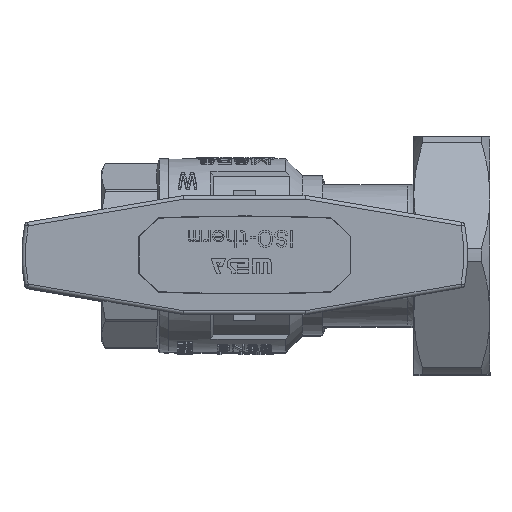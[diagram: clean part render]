
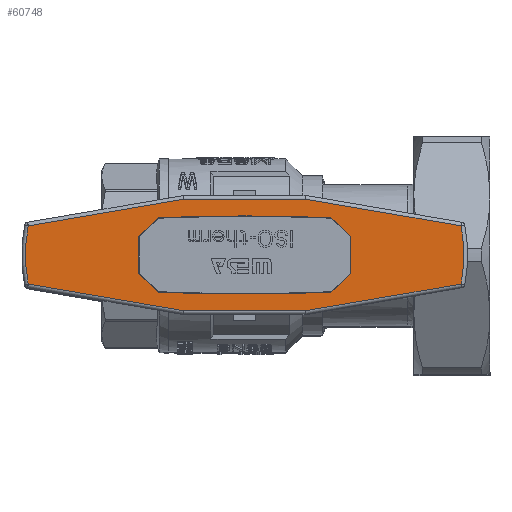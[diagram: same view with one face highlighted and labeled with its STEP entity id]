
A CAD part, top view. The second image highlights one B-rep face of the part: STEP entity #60748.
In plain terms, the highlighted face is planar.
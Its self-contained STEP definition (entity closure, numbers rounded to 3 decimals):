
#1925=LINE('',#104711,#6752);
#1931=LINE('',#104741,#6758);
#1962=LINE('',#104833,#6789);
#1969=LINE('',#104860,#6796);
#1971=LINE('',#104865,#6798);
#2000=LINE('',#104975,#6827);
#2002=LINE('',#104979,#6829);
#2004=LINE('',#104983,#6831);
#2007=LINE('',#104993,#6834);
#2009=LINE('',#104997,#6836);
#2010=LINE('',#104999,#6837);
#2011=LINE('',#105001,#6838);
#6752=VECTOR('',#76336,1000.);
#6758=VECTOR('',#76374,1000.);
#6789=VECTOR('',#76469,1000.);
#6796=VECTOR('',#76506,1000.);
#6798=VECTOR('',#76512,1000.);
#6827=VECTOR('',#76637,1000.);
#6829=VECTOR('',#76641,1000.);
#6831=VECTOR('',#76645,1000.);
#6834=VECTOR('',#76658,1000.);
#6836=VECTOR('',#76662,1000.);
#6837=VECTOR('',#76665,1000.);
#6838=VECTOR('',#76668,1000.);
#12429=PLANE('',#65977);
#20956=ORIENTED_EDGE('',*,*,#36148,.F.);
#20957=ORIENTED_EDGE('',*,*,#36146,.F.);
#20958=ORIENTED_EDGE('',*,*,#36142,.F.);
#20959=ORIENTED_EDGE('',*,*,#36119,.F.);
#20960=ORIENTED_EDGE('',*,*,#36144,.F.);
#20961=ORIENTED_EDGE('',*,*,#36141,.F.);
#20962=ORIENTED_EDGE('',*,*,#36139,.F.);
#20963=ORIENTED_EDGE('',*,*,#36137,.F.);
#20964=ORIENTED_EDGE('',*,*,#36132,.F.);
#20965=ORIENTED_EDGE('',*,*,#36115,.F.);
#20966=ORIENTED_EDGE('',*,*,#36135,.F.);
#20967=ORIENTED_EDGE('',*,*,#36149,.F.);
#20968=ORIENTED_EDGE('',*,*,#36083,.F.);
#20969=ORIENTED_EDGE('',*,*,#36080,.T.);
#20970=ORIENTED_EDGE('',*,*,#36070,.T.);
#20971=ORIENTED_EDGE('',*,*,#36066,.T.);
#20972=ORIENTED_EDGE('',*,*,#36150,.F.);
#20973=ORIENTED_EDGE('',*,*,#36020,.T.);
#20974=ORIENTED_EDGE('',*,*,#36017,.T.);
#20975=ORIENTED_EDGE('',*,*,#36005,.T.);
#36005=EDGE_CURVE('',#44257,#44259,#1925,.T.);
#36017=EDGE_CURVE('',#44266,#44257,#49771,.T.);
#36020=EDGE_CURVE('',#44268,#44266,#1931,.T.);
#36066=EDGE_CURVE('',#44295,#44296,#1962,.T.);
#36070=EDGE_CURVE('',#44289,#44295,#49789,.T.);
#36080=EDGE_CURVE('',#44302,#44289,#1969,.T.);
#36083=EDGE_CURVE('',#44302,#44259,#1971,.T.);
#36115=EDGE_CURVE('',#44318,#44319,#49805,.T.);
#36119=EDGE_CURVE('',#44322,#44323,#49807,.T.);
#36132=EDGE_CURVE('',#44319,#44333,#49813,.T.);
#36135=EDGE_CURVE('',#44334,#44318,#49814,.T.);
#36137=EDGE_CURVE('',#44333,#44335,#2000,.T.);
#36139=EDGE_CURVE('',#44335,#44336,#2002,.T.);
#36141=EDGE_CURVE('',#44336,#44337,#2004,.T.);
#36142=EDGE_CURVE('',#44323,#44338,#49815,.T.);
#36144=EDGE_CURVE('',#44337,#44322,#49816,.T.);
#36146=EDGE_CURVE('',#44338,#44339,#2007,.T.);
#36148=EDGE_CURVE('',#44339,#44340,#2009,.T.);
#36149=EDGE_CURVE('',#44340,#44334,#2010,.T.);
#36150=EDGE_CURVE('',#44268,#44296,#2011,.T.);
#44257=VERTEX_POINT('',#104706);
#44259=VERTEX_POINT('',#104710);
#44266=VERTEX_POINT('',#104734);
#44268=VERTEX_POINT('',#104742);
#44289=VERTEX_POINT('',#104815);
#44295=VERTEX_POINT('',#104830);
#44296=VERTEX_POINT('',#104832);
#44302=VERTEX_POINT('',#104861);
#44318=VERTEX_POINT('',#104930);
#44319=VERTEX_POINT('',#104932);
#44322=VERTEX_POINT('',#104938);
#44323=VERTEX_POINT('',#104940);
#44333=VERTEX_POINT('',#104966);
#44334=VERTEX_POINT('',#104970);
#44335=VERTEX_POINT('',#104974);
#44336=VERTEX_POINT('',#104978);
#44337=VERTEX_POINT('',#104982);
#44338=VERTEX_POINT('',#104986);
#44339=VERTEX_POINT('',#104992);
#44340=VERTEX_POINT('',#104996);
#49771=CIRCLE('',#65866,40.25);
#49789=CIRCLE('',#65908,40.25);
#49805=CIRCLE('',#65953,10.5);
#49807=CIRCLE('',#65955,10.5);
#49813=CIRCLE('',#65964,544.6);
#49814=CIRCLE('',#65966,544.6);
#49815=CIRCLE('',#65971,544.6);
#49816=CIRCLE('',#65973,544.6);
#52899=EDGE_LOOP('',(#20956,#20957,#20958,#20959,#20960,#20961,#20962,#20963,
#20964,#20965,#20966,#20967));
#52900=EDGE_LOOP('',(#20968,#20969,#20970,#20971,#20972,#20973,#20974,#20975));
#56677=FACE_BOUND('',#52899,.T.);
#56678=FACE_BOUND('',#52900,.T.);
#60748=ADVANCED_FACE('',(#56677,#56678),#12429,.T.);
#65866=AXIS2_PLACEMENT_3D('',#104735,#76364,#76365);
#65908=AXIS2_PLACEMENT_3D('',#104840,#76480,#76481);
#65953=AXIS2_PLACEMENT_3D('',#104931,#76595,#76596);
#65955=AXIS2_PLACEMENT_3D('',#104939,#76601,#76602);
#65964=AXIS2_PLACEMENT_3D('',#104965,#76626,#76627);
#65966=AXIS2_PLACEMENT_3D('',#104971,#76632,#76633);
#65971=AXIS2_PLACEMENT_3D('',#104985,#76648,#76649);
#65973=AXIS2_PLACEMENT_3D('',#104989,#76653,#76654);
#65977=AXIS2_PLACEMENT_3D('',#105000,#76666,#76667);
#76336=DIRECTION('',(0.986,0.169,0.));
#76364=DIRECTION('',(0.,0.,-1.));
#76365=DIRECTION('',(-0.981,-0.195,0.));
#76374=DIRECTION('',(-0.986,0.169,0.));
#76469=DIRECTION('',(-0.986,-0.169,0.));
#76480=DIRECTION('',(0.,0.,-1.));
#76481=DIRECTION('',(0.981,0.195,0.));
#76506=DIRECTION('',(0.986,-0.169,0.));
#76512=DIRECTION('',(-1.,0.,0.));
#76595=DIRECTION('',(0.,0.,-1.));
#76596=DIRECTION('',(-0.034,0.999,0.));
#76601=DIRECTION('',(0.,0.,-1.));
#76602=DIRECTION('',(0.034,-0.999,0.));
#76626=DIRECTION('',(0.,0.,-1.));
#76627=DIRECTION('',(0.001,1.,0.));
#76632=DIRECTION('',(0.,0.,-1.));
#76633=DIRECTION('',(-0.043,0.999,0.));
#76637=DIRECTION('',(0.728,-0.686,0.));
#76641=DIRECTION('',(0.,-1.,0.));
#76645=DIRECTION('',(-0.728,-0.686,0.));
#76648=DIRECTION('',(0.,0.,-1.));
#76649=DIRECTION('',(-0.001,-1.,0.));
#76653=DIRECTION('',(0.,0.,-1.));
#76654=DIRECTION('',(0.043,-0.999,0.));
#76658=DIRECTION('',(-0.728,0.686,0.));
#76662=DIRECTION('',(0.,1.,0.));
#76665=DIRECTION('',(0.728,0.686,0.));
#76666=DIRECTION('',(0.,0.,-1.));
#76667=DIRECTION('',(-1.,0.,0.));
#76668=DIRECTION('',(1.,0.,0.));
#104706=CARTESIAN_POINT('',(-58.231,7.83,0.));
#104710=CARTESIAN_POINT('',(-16.415,15.,0.));
#104711=CARTESIAN_POINT('',(-58.231,7.83,0.));
#104734=CARTESIAN_POINT('',(-58.231,-7.83,0.));
#104735=CARTESIAN_POINT('',(-18.75,0.,0.));
#104741=CARTESIAN_POINT('',(-16.415,-15.,0.));
#104742=CARTESIAN_POINT('',(-16.415,-15.,0.));
#104815=CARTESIAN_POINT('',(58.231,7.83,0.));
#104830=CARTESIAN_POINT('',(58.231,-7.83,0.));
#104832=CARTESIAN_POINT('',(16.415,-15.,0.));
#104833=CARTESIAN_POINT('',(58.231,-7.83,0.));
#104840=CARTESIAN_POINT('',(18.75,0.,0.));
#104860=CARTESIAN_POINT('',(16.415,15.,0.));
#104861=CARTESIAN_POINT('',(16.415,15.,0.));
#104865=CARTESIAN_POINT('',(16.415,15.,0.));
#104930=CARTESIAN_POINT('',(-0.353,10.494,0.));
#104931=CARTESIAN_POINT('',(0.,0.,0.));
#104932=CARTESIAN_POINT('',(0.353,10.494,0.));
#104938=CARTESIAN_POINT('',(0.353,-10.494,0.));
#104939=CARTESIAN_POINT('',(0.,0.,0.));
#104940=CARTESIAN_POINT('',(-0.353,-10.494,0.));
#104965=CARTESIAN_POINT('',(0.,-534.106,0.));
#104966=CARTESIAN_POINT('',(23.195,10.,0.));
#104970=CARTESIAN_POINT('',(-23.195,10.,0.));
#104971=CARTESIAN_POINT('',(0.,-534.106,0.));
#104974=CARTESIAN_POINT('',(28.5,5.,0.));
#104975=CARTESIAN_POINT('',(23.195,10.,0.));
#104978=CARTESIAN_POINT('',(28.5,-5.,0.));
#104979=CARTESIAN_POINT('',(28.5,5.,0.));
#104982=CARTESIAN_POINT('',(23.195,-10.,0.));
#104983=CARTESIAN_POINT('',(28.5,-5.,0.));
#104985=CARTESIAN_POINT('',(0.,534.106,0.));
#104986=CARTESIAN_POINT('',(-23.195,-10.,0.));
#104989=CARTESIAN_POINT('',(0.,534.106,0.));
#104992=CARTESIAN_POINT('',(-28.5,-5.,0.));
#104993=CARTESIAN_POINT('',(-23.195,-10.,0.));
#104996=CARTESIAN_POINT('',(-28.5,5.,0.));
#104997=CARTESIAN_POINT('',(-28.5,-5.,0.));
#104999=CARTESIAN_POINT('',(-28.5,5.,0.));
#105000=CARTESIAN_POINT('',(60.,-16.,0.));
#105001=CARTESIAN_POINT('',(-16.415,-15.,0.));
